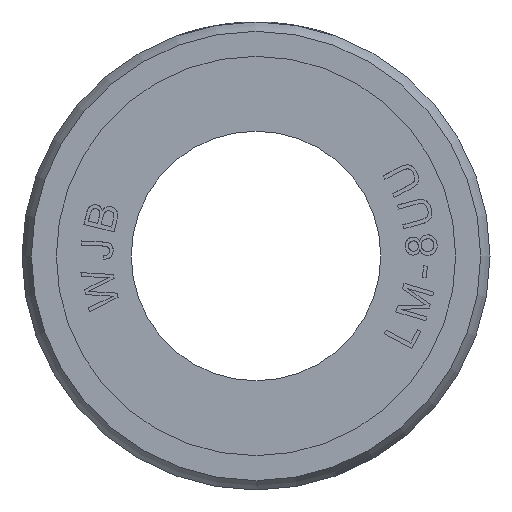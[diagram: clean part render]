
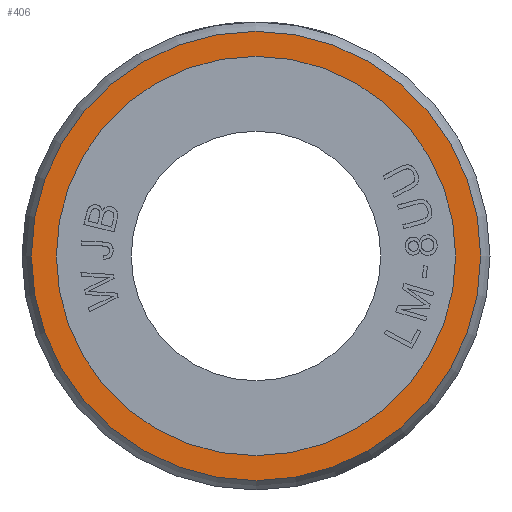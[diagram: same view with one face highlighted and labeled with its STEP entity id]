
A CAD part, left-side view. The second image highlights one B-rep face of the part: STEP entity #406.
In plain terms, the highlighted planar face has unit normal (-1, 0, 0).
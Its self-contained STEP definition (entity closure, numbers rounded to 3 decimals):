
#406=ADVANCED_FACE('',(#909,#910),#664,.T.);
#664=PLANE('',#4741);
#838=CIRCLE('',#4738,7.2);
#839=CIRCLE('',#4740,6.4);
#909=FACE_BOUND('',#990,.T.);
#910=FACE_BOUND('',#991,.T.);
#990=EDGE_LOOP('',(#1802));
#991=EDGE_LOOP('',(#1803));
#1802=ORIENTED_EDGE('',*,*,#3502,.T.);
#1803=ORIENTED_EDGE('',*,*,#3503,.F.);
#3070=VERTEX_POINT('',#6990);
#3071=VERTEX_POINT('',#6993);
#3502=EDGE_CURVE('',#3070,#3070,#838,.T.);
#3503=EDGE_CURVE('',#3071,#3071,#839,.T.);
#4738=AXIS2_PLACEMENT_3D('',#6989,#5112,#5113);
#4740=AXIS2_PLACEMENT_3D('',#6992,#5116,#5117);
#4741=AXIS2_PLACEMENT_3D('',#6994,#5118,#5119);
#5112=DIRECTION('',(-1.,0.,0.));
#5113=DIRECTION('',(0.,0.,1.));
#5116=DIRECTION('',(-1.,0.,0.));
#5117=DIRECTION('',(0.,0.,1.));
#5118=DIRECTION('',(-1.,0.,0.));
#5119=DIRECTION('',(0.,0.,1.));
#6989=CARTESIAN_POINT('',(0.,0.,0.));
#6990=CARTESIAN_POINT('',(0.,0.,7.2));
#6992=CARTESIAN_POINT('',(0.,0.,0.));
#6993=CARTESIAN_POINT('',(0.,0.,6.4));
#6994=CARTESIAN_POINT('',(0.,0.,6.8));
